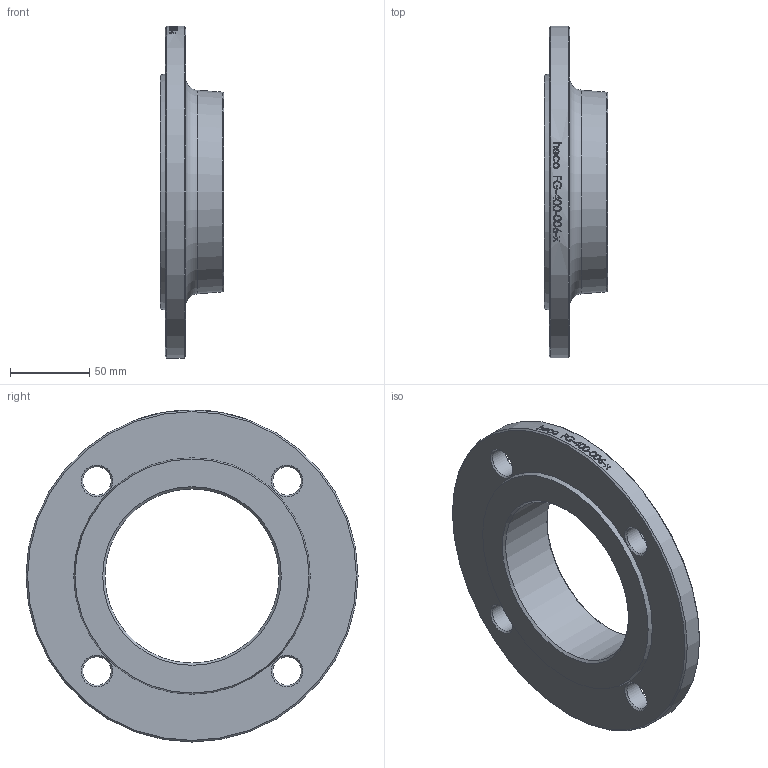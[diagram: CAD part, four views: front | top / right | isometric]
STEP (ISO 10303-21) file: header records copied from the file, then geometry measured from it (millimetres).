
FILE_DESCRIPTION (( 'STEP AP214' ), '1' );
FILE_NAME ('FG-400-006-x Gewindeflansch PN6 2102.STEP', '2021-02-04T14:09:47', ( '' ), ( '' ), 'SwSTEP 2.0', 'SolidWorks 2019', '' );
FILE_SCHEMA (( 'AUTOMOTIVE_DESIGN' ));
Length unit declared in the file: millimetre
Products named in the file (1): FG-400-006-x Gewindeflansch PN6 2102
Bounding box: 40 x 210 x 210 mm (x, y, z)
Volume: 420144 mm3; surface area: 80625.3 mm2
Topology: 1 solids, 1 shells, 50 faces, 217 edges, 194 vertices
Faces by surface type: cylinder 30, cone 14, plane 4, torus 2
Full cylindrical faces by diameter (mm): 18 x4, 110.072 x1, 210 x1
Entity records: 5809 total; most frequent: CARTESIAN_POINT 3978, ORIENTED_EDGE 372, DIRECTION 240, VERTEX_POINT 186, EDGE_CURVE 186, AXIS2_PLACEMENT_3D 109, EDGE_LOOP 108, B_SPLINE_CURVE_WITH_KNOTS 106
